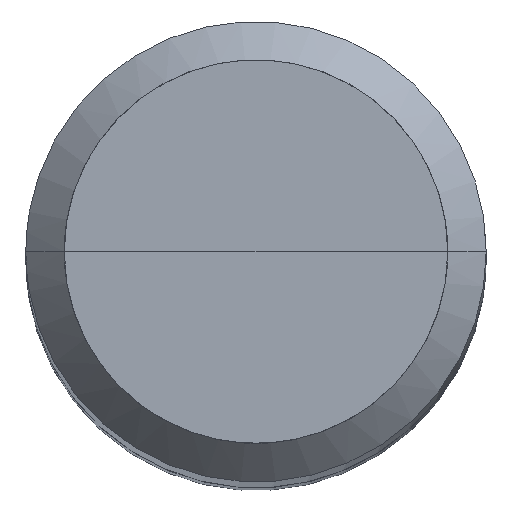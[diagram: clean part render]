
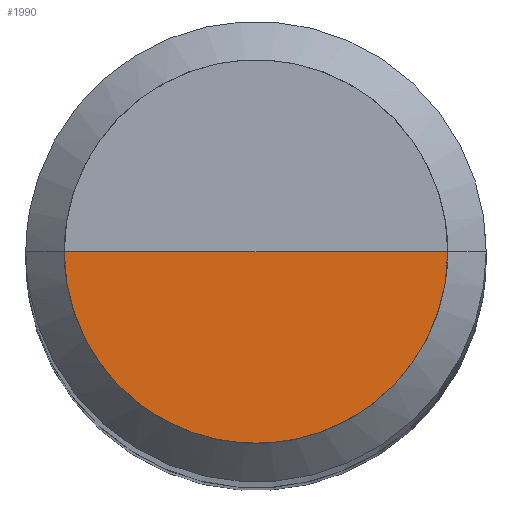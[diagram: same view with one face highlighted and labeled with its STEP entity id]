
A CAD part, top view. The second image highlights one B-rep face of the part: STEP entity #1990.
In plain terms, the highlighted free-form (B-spline) face has degree [1, 2] with [2, 5] control points.
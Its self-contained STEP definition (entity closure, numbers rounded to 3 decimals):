
#1590=CARTESIAN_POINT('',(2.5,0.0,41.725));
#1594=CARTESIAN_POINT('',(-2.5,0.0,41.725));
#1595=CARTESIAN_POINT('',(0.0,0.0,41.725));
#1608=CARTESIAN_POINT('',(-2.5,-2.5,41.725));
#1609=CARTESIAN_POINT('',(0.0,-2.5,41.725));
#1610=CARTESIAN_POINT('',(2.5,-2.5,41.725));
#1975=(
BOUNDED_SURFACE()
B_SPLINE_SURFACE(1,2,(
(#1594,#1608,#1609,#1610,#1590),
(#1595,#1595,#1595,#1595,#1595)
), .UNSPECIFIED.,.F.,.F.,.F.)
B_SPLINE_SURFACE_WITH_KNOTS((2,2),(3,2,3),(
0.0,1.0),(
0.0,0.5,1.0), .UNSPECIFIED.)
GEOMETRIC_REPRESENTATION_ITEM()
RATIONAL_B_SPLINE_SURFACE(((1.0,0.707,1.0,0.707,1.0),
(1.0,0.707,1.0,0.707,1.0)
))
REPRESENTATION_ITEM('')
SURFACE()
);
#1976=(
BOUNDED_CURVE()
B_SPLINE_CURVE(1,(#1595,#1590),.UNSPECIFIED.,.F.,.F.)
B_SPLINE_CURVE_WITH_KNOTS((2,2),
(0.0,1.0),.UNSPECIFIED.)
CURVE()
GEOMETRIC_REPRESENTATION_ITEM()
RATIONAL_B_SPLINE_CURVE((1.0,1.0))
REPRESENTATION_ITEM('')
);
#1977=(
BOUNDED_CURVE()
B_SPLINE_CURVE(2,(#1590,#1610,#1609,#1608,#1594),.UNSPECIFIED.,.F.,.F.)
B_SPLINE_CURVE_WITH_KNOTS((3,2,3),
(0.0,0.5,1.0),.UNSPECIFIED.)
CURVE()
GEOMETRIC_REPRESENTATION_ITEM()
RATIONAL_B_SPLINE_CURVE((1.0,0.707,1.0,0.707,1.0))
REPRESENTATION_ITEM('')
);
#1978=(
BOUNDED_CURVE()
B_SPLINE_CURVE(1,(#1594,#1595),.UNSPECIFIED.,.F.,.F.)
B_SPLINE_CURVE_WITH_KNOTS((2,2),
(0.0,1.0),.UNSPECIFIED.)
CURVE()
GEOMETRIC_REPRESENTATION_ITEM()
RATIONAL_B_SPLINE_CURVE((1.0,1.0))
REPRESENTATION_ITEM('')
);
#1979=VERTEX_POINT('',#1590);
#1980=VERTEX_POINT('',#1594);
#1981=VERTEX_POINT('',#1595);
#1982=EDGE_CURVE('',#1981,#1979,#1976,.T.);
#1983=EDGE_CURVE('',#1979,#1980,#1977,.T.);
#1984=EDGE_CURVE('',#1980,#1981,#1978,.T.);
#1985=ORIENTED_EDGE('',*,*,#1982,.T.);
#1986=ORIENTED_EDGE('',*,*,#1983,.T.);
#1987=ORIENTED_EDGE('',*,*,#1984,.T.);
#1988=EDGE_LOOP('',(#1985,#1986,#1987));
#1989=FACE_OUTER_BOUND('',#1988,.T.);
#1990=ADVANCED_FACE('',(#1989),#1975,.T.);
